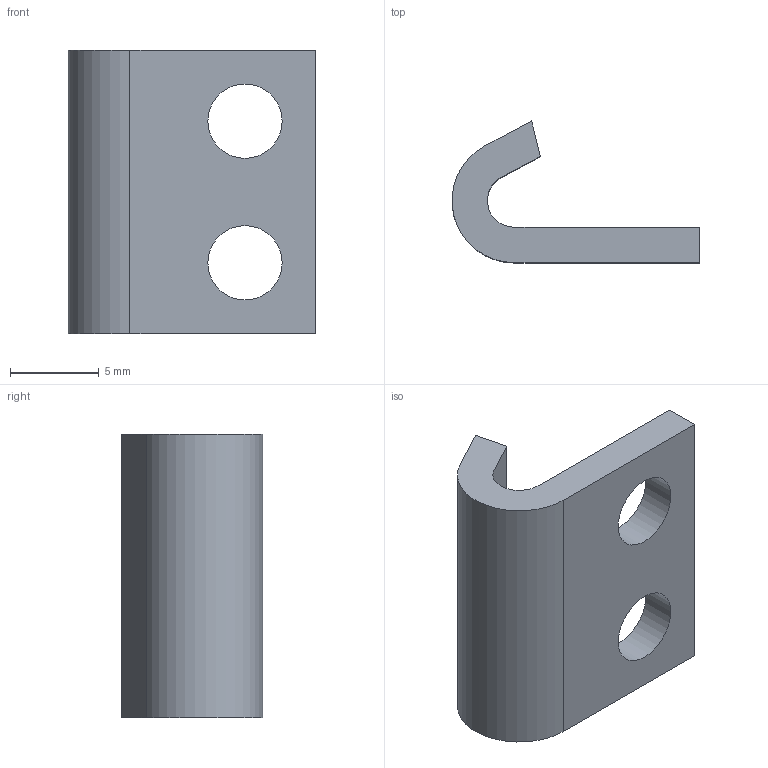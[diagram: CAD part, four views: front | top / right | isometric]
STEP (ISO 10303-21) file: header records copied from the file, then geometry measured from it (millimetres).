
FILE_DESCRIPTION( ( 'STEP AP214' ), '1' );
FILE_NAME( 'K0046.9142141.stp', '2019-05-29T13:46:32', ( '' ), ( '' ), ' ', 'PARTsolutions', ' ' );
FILE_SCHEMA( ( 'AUTOMOTIVE_DESIGN { 1 0 10303 214 1 1 1 1 }' ) );
Length unit declared in the file: millimetre
Products named in the file (1): _K0046.9142141
Bounding box: 13.99 x 8 x 16 mm (x, y, z)
Volume: 580.7 mm3; surface area: 778 mm2
Topology: 1 solids, 1 shells, 12 faces, 32 edges, 22 vertices
Faces by surface type: plane 8, cylinder 4
Full cylindrical faces by diameter (mm): 4.2 x2
Entity records: 472 total; most frequent: DIRECTION 62, CARTESIAN_POINT 61, ORIENTED_EDGE 56, EDGE_CURVE 28, AXIS2_PLACEMENT_3D 21, VERTEX_POINT 20, LINE 20, VECTOR 20
